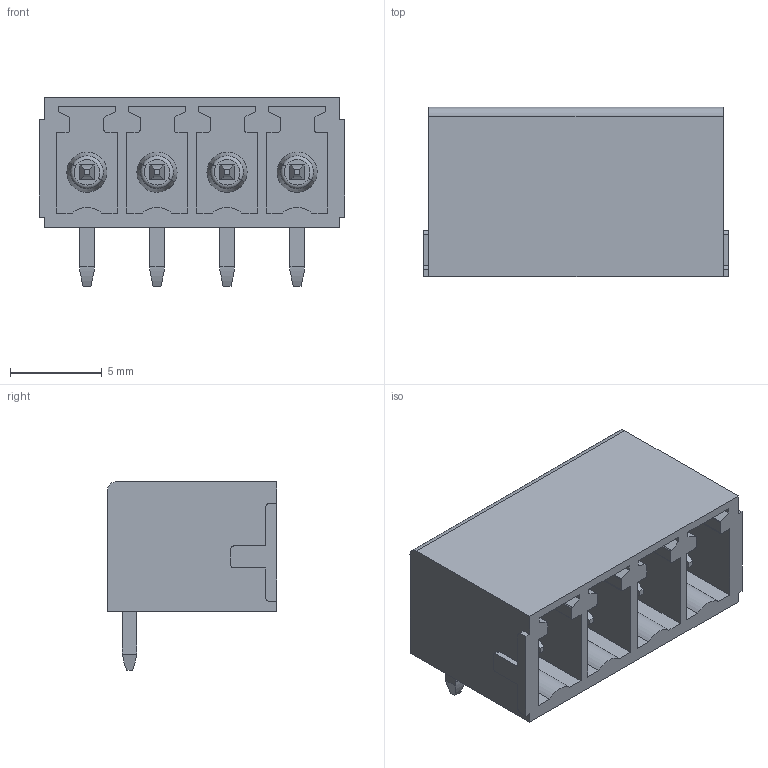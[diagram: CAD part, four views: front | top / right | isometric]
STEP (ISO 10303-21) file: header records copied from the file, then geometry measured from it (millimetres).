
FILE_DESCRIPTION(('CATIA V5 STEP Exchange','CAx-IF Rec.Pracs.--- Model Styling and Organization---1.4--- 2014-01-23'),'2;1');
FILE_NAME ('D1486652_0_1793260000_1793260000.stp','2021-05-20T08:30:46+00:00',('none'),('Weidmueller'),'CATIA Version 5-6 Release 2016 SP3 HF44','CATIA V5 STEP AP214','none');
FILE_SCHEMA(('AUTOMOTIVE_DESIGN { 1 0 10303 214 1 1 1 1 }'));
Length unit declared in the file: millimetre
Products named in the file (1): 1793260000
Bounding box: 16.63 x 9.2 x 10.25 mm (x, y, z)
Volume: 485.5 mm3; surface area: 1588.2 mm2
Topology: 5 solids, 5 shells, 343 faces, 982 edges, 661 vertices
Faces by surface type: plane 246, cylinder 81, cone 8, torus 8
Entity records: 11187 total; most frequent: CARTESIAN_POINT 2215, ORIENTED_EDGE 1964, DIRECTION 1455, EDGE_CURVE 982, VECTOR 772, LINE 772, VERTEX_POINT 661, AXIS2_PLACEMENT_3D 426
